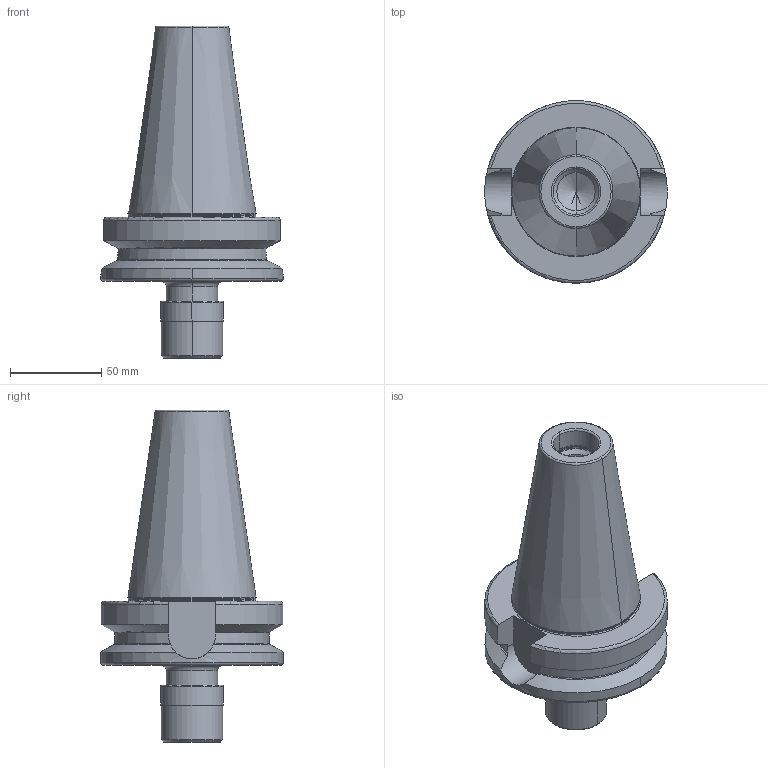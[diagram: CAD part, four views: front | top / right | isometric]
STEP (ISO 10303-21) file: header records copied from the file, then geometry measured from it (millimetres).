
FILE_DESCRIPTION((''),'2;1');
FILE_NAME('505_16_12_1','2020-11-09T',('103090'),(''),'CREO PARAMETRIC BY PTC INC, 2016260','CREO PARAMETRIC BY PTC INC, 2016260','');
FILE_SCHEMA(('CONFIG_CONTROL_DESIGN'));
Length unit declared in the file: millimetre
Products named in the file (1): 505_16_12_1
Bounding box: 100 x 100 x 181.8 mm (x, y, z)
Volume: 494631.5 mm3; surface area: 56940.2 mm2
Topology: 1 solids, 2 shells, 121 faces, 288 edges, 170 vertices
Faces by surface type: torus 36, cylinder 34, plane 23, cone 22, sphere 6
Entity records: 3762 total; most frequent: CARTESIAN_POINT 920, DIRECTION 640, ORIENTED_EDGE 560, EDGE_CURVE 280, AXIS2_PLACEMENT_3D 278, VERTEX_POINT 170, CIRCLE 154, EDGE_LOOP 130
